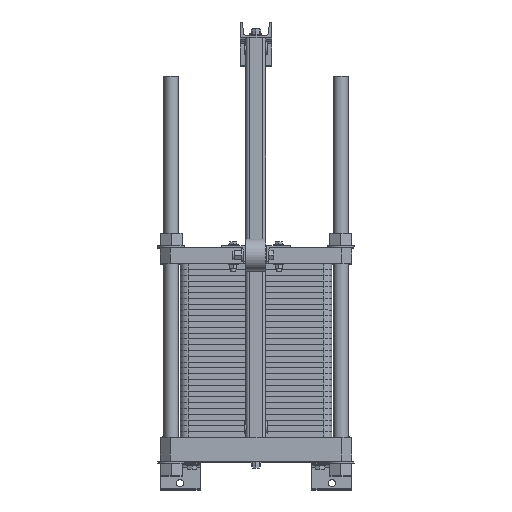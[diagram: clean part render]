
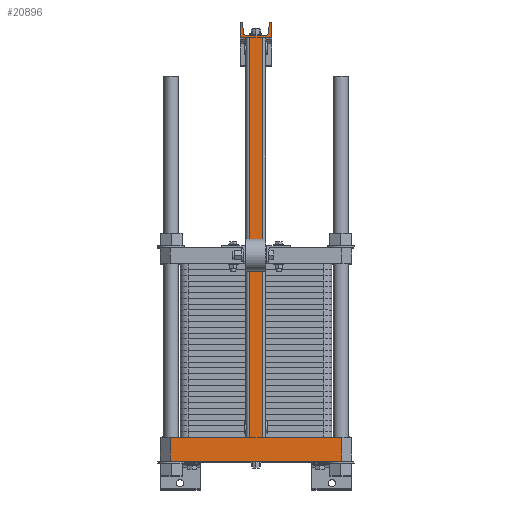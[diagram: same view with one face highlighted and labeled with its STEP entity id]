
A CAD part, top view. The second image highlights one B-rep face of the part: STEP entity #20896.
In plain terms, the highlighted planar face has unit normal (0, 0, 1).
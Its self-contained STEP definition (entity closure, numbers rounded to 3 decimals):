
#3031=LINE('',#31486,#5373);
#3032=LINE('',#31506,#5374);
#3033=LINE('',#31508,#5375);
#3034=LINE('',#31510,#5376);
#3035=LINE('',#31512,#5377);
#3036=LINE('',#31514,#5378);
#3037=LINE('',#31516,#5379);
#3038=LINE('',#31518,#5380);
#3039=LINE('',#31520,#5381);
#3040=LINE('',#31522,#5382);
#3041=LINE('',#31526,#5383);
#3042=LINE('',#31530,#5384);
#3043=LINE('',#31534,#5385);
#3044=LINE('',#31538,#5386);
#3045=LINE('',#31540,#5387);
#3046=LINE('',#31541,#5388);
#5373=VECTOR('',#24359,1.);
#5374=VECTOR('',#24364,10.);
#5375=VECTOR('',#24365,10.);
#5376=VECTOR('',#24366,10.);
#5377=VECTOR('',#24367,10.);
#5378=VECTOR('',#24368,10.);
#5379=VECTOR('',#24369,10.);
#5380=VECTOR('',#24370,10.);
#5381=VECTOR('',#24371,10.);
#5382=VECTOR('',#24372,10.);
#5383=VECTOR('',#24375,10.);
#5384=VECTOR('',#24378,10.);
#5385=VECTOR('',#24381,10.);
#5386=VECTOR('',#24384,10.);
#5387=VECTOR('',#24385,10.);
#5388=VECTOR('',#24386,10.);
#7677=PLANE('',#21938);
#8685=FACE_OUTER_BOUND('',#9667,.T.);
#9667=EDGE_LOOP('',(#16242,#16243,#16244,#16245,#16246,#16247,#16248,#16249,
#16250,#16251,#16252,#16253,#16254,#16255,#16256,#16257,#16258,#16259,#16260,
#16261));
#10952=CIRCLE('',#21939,4.);
#10953=CIRCLE('',#21940,8.);
#10954=CIRCLE('',#21941,8.);
#10955=CIRCLE('',#21942,4.);
#12320=VERTEX_POINT('',#31483);
#12321=VERTEX_POINT('',#31485);
#12322=VERTEX_POINT('',#31505);
#12323=VERTEX_POINT('',#31507);
#12324=VERTEX_POINT('',#31509);
#12325=VERTEX_POINT('',#31511);
#12326=VERTEX_POINT('',#31513);
#12327=VERTEX_POINT('',#31515);
#12328=VERTEX_POINT('',#31517);
#12329=VERTEX_POINT('',#31519);
#12330=VERTEX_POINT('',#31521);
#12331=VERTEX_POINT('',#31523);
#12332=VERTEX_POINT('',#31525);
#12333=VERTEX_POINT('',#31527);
#12334=VERTEX_POINT('',#31529);
#12335=VERTEX_POINT('',#31531);
#12336=VERTEX_POINT('',#31533);
#12337=VERTEX_POINT('',#31535);
#12338=VERTEX_POINT('',#31537);
#12339=VERTEX_POINT('',#31539);
#13907=EDGE_CURVE('',#12321,#12320,#3031,.T.);
#13910=EDGE_CURVE('',#12320,#12322,#3032,.T.);
#13911=EDGE_CURVE('',#12322,#12323,#3033,.T.);
#13912=EDGE_CURVE('',#12324,#12323,#3034,.T.);
#13913=EDGE_CURVE('',#12325,#12324,#3035,.T.);
#13914=EDGE_CURVE('',#12325,#12326,#3036,.T.);
#13915=EDGE_CURVE('',#12326,#12327,#3037,.T.);
#13916=EDGE_CURVE('',#12327,#12328,#3038,.T.);
#13917=EDGE_CURVE('',#12328,#12329,#3039,.T.);
#13918=EDGE_CURVE('',#12329,#12330,#3040,.T.);
#13919=EDGE_CURVE('',#12330,#12331,#10952,.T.);
#13920=EDGE_CURVE('',#12331,#12332,#3041,.T.);
#13921=EDGE_CURVE('',#12332,#12333,#10953,.T.);
#13922=EDGE_CURVE('',#12333,#12334,#3042,.T.);
#13923=EDGE_CURVE('',#12334,#12335,#10954,.T.);
#13924=EDGE_CURVE('',#12335,#12336,#3043,.T.);
#13925=EDGE_CURVE('',#12336,#12337,#10955,.T.);
#13926=EDGE_CURVE('',#12337,#12338,#3044,.T.);
#13927=EDGE_CURVE('',#12338,#12339,#3045,.T.);
#13928=EDGE_CURVE('',#12339,#12321,#3046,.T.);
#16242=ORIENTED_EDGE('',*,*,#13907,.T.);
#16243=ORIENTED_EDGE('',*,*,#13910,.T.);
#16244=ORIENTED_EDGE('',*,*,#13911,.T.);
#16245=ORIENTED_EDGE('',*,*,#13912,.F.);
#16246=ORIENTED_EDGE('',*,*,#13913,.F.);
#16247=ORIENTED_EDGE('',*,*,#13914,.T.);
#16248=ORIENTED_EDGE('',*,*,#13915,.T.);
#16249=ORIENTED_EDGE('',*,*,#13916,.T.);
#16250=ORIENTED_EDGE('',*,*,#13917,.T.);
#16251=ORIENTED_EDGE('',*,*,#13918,.T.);
#16252=ORIENTED_EDGE('',*,*,#13919,.T.);
#16253=ORIENTED_EDGE('',*,*,#13920,.T.);
#16254=ORIENTED_EDGE('',*,*,#13921,.T.);
#16255=ORIENTED_EDGE('',*,*,#13922,.T.);
#16256=ORIENTED_EDGE('',*,*,#13923,.T.);
#16257=ORIENTED_EDGE('',*,*,#13924,.T.);
#16258=ORIENTED_EDGE('',*,*,#13925,.T.);
#16259=ORIENTED_EDGE('',*,*,#13926,.T.);
#16260=ORIENTED_EDGE('',*,*,#13927,.T.);
#16261=ORIENTED_EDGE('',*,*,#13928,.T.);
#20896=ADVANCED_FACE('',(#8685),#7677,.T.);
#21938=AXIS2_PLACEMENT_3D('',#31504,#24362,#24363);
#21939=AXIS2_PLACEMENT_3D('',#31524,#24373,#24374);
#21940=AXIS2_PLACEMENT_3D('',#31528,#24376,#24377);
#21941=AXIS2_PLACEMENT_3D('',#31532,#24379,#24380);
#21942=AXIS2_PLACEMENT_3D('',#31536,#24382,#24383);
#24359=DIRECTION('',(0.,-1.,0.));
#24362=DIRECTION('center_axis',(0.,0.,
1.));
#24363=DIRECTION('ref_axis',(-1.,0.,0.));
#24364=DIRECTION('',(-1.,0.,0.));
#24365=DIRECTION('',(0.,-1.,0.));
#24366=DIRECTION('',(-1.,0.,0.));
#24367=DIRECTION('',(0.,-1.,0.));
#24368=DIRECTION('',(-1.,0.,0.));
#24369=DIRECTION('',(0.,1.,0.));
#24370=DIRECTION('',(1.,0.,0.));
#24371=DIRECTION('',(0.,1.,0.));
#24372=DIRECTION('',(-1.,0.,0.));
#24373=DIRECTION('center_axis',(0.,0.,1.));
#24374=DIRECTION('ref_axis',(0.,1.,0.));
#24375=DIRECTION('',(-0.091,-0.996,0.));
#24376=DIRECTION('center_axis',(0.,0.,-1.));
#24377=DIRECTION('ref_axis',(0.,1.,0.));
#24378=DIRECTION('',(-1.,0.,0.));
#24379=DIRECTION('center_axis',(0.,0.,-1.));
#24380=DIRECTION('ref_axis',(0.996,0.091,0.));
#24381=DIRECTION('',(-0.091,0.996,0.));
#24382=DIRECTION('center_axis',(0.,0.,1.));
#24383=DIRECTION('ref_axis',(0.996,0.091,0.));
#24384=DIRECTION('',(-1.,0.,0.));
#24385=DIRECTION('',(0.,-1.,0.));
#24386=DIRECTION('',(1.,0.,0.));
#31483=CARTESIAN_POINT('',(-16.2,0.,1111.));
#31485=CARTESIAN_POINT('',(-16.2,1000.,1111.));
#31486=CARTESIAN_POINT('',(-16.2,766.,1111.));
#31504=CARTESIAN_POINT('Origin',(215.,0.,
1111.));
#31505=CARTESIAN_POINT('',(-215.,0.,1111.));
#31506=CARTESIAN_POINT('',(215.,0.,1111.));
#31507=CARTESIAN_POINT('',(-215.,-60.,1111.));
#31508=CARTESIAN_POINT('',(-215.,0.,1111.));
#31509=CARTESIAN_POINT('',(215.,-60.,1111.));
#31510=CARTESIAN_POINT('',(215.,-60.,1111.));
#31511=CARTESIAN_POINT('',(215.,0.,1111.));
#31512=CARTESIAN_POINT('',(215.,0.,1111.));
#31513=CARTESIAN_POINT('',(16.2,0.,1111.));
#31514=CARTESIAN_POINT('',(215.,0.,1111.));
#31515=CARTESIAN_POINT('',(16.2,1000.,1111.));
#31516=CARTESIAN_POINT('',(16.2,0.,1111.));
#31517=CARTESIAN_POINT('',(40.,1000.,1111.));
#31518=CARTESIAN_POINT('',(-40.,1000.,1111.));
#31519=CARTESIAN_POINT('',(40.,1040.,1111.));
#31520=CARTESIAN_POINT('',(40.,1000.,1111.));
#31521=CARTESIAN_POINT('',(37.45,1040.,1111.));
#31522=CARTESIAN_POINT('',(40.,1040.,1111.));
#31523=CARTESIAN_POINT('',(33.466,1036.366,1111.));
#31524=CARTESIAN_POINT('Origin',(37.45,1036.,1111.));
#31525=CARTESIAN_POINT('',(31.347,1013.269,1111.));
#31526=CARTESIAN_POINT('',(33.466,1036.366,1111.));
#31527=CARTESIAN_POINT('',(23.381,1006.,1111.));
#31528=CARTESIAN_POINT('Origin',(23.381,1014.,1111.));
#31529=CARTESIAN_POINT('',(-23.381,1006.,1111.));
#31530=CARTESIAN_POINT('',(23.381,1006.,1111.));
#31531=CARTESIAN_POINT('',(-31.347,1013.269,1111.));
#31532=CARTESIAN_POINT('Origin',(-23.381,1014.,1111.));
#31533=CARTESIAN_POINT('',(-33.466,1036.366,1111.));
#31534=CARTESIAN_POINT('',(-31.347,1013.269,1111.));
#31535=CARTESIAN_POINT('',(-37.45,1040.,1111.));
#31536=CARTESIAN_POINT('Origin',(-37.45,1036.,1111.));
#31537=CARTESIAN_POINT('',(-40.,1040.,1111.));
#31538=CARTESIAN_POINT('',(-37.45,1040.,1111.));
#31539=CARTESIAN_POINT('',(-40.,1000.,1111.));
#31540=CARTESIAN_POINT('',(-40.,1040.,1111.));
#31541=CARTESIAN_POINT('',(-40.,1000.,1111.));
